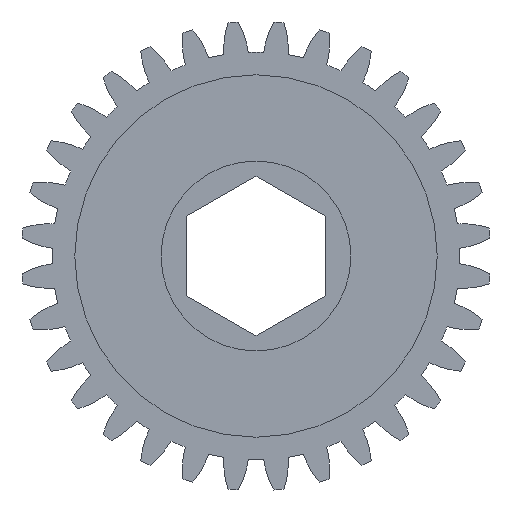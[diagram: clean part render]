
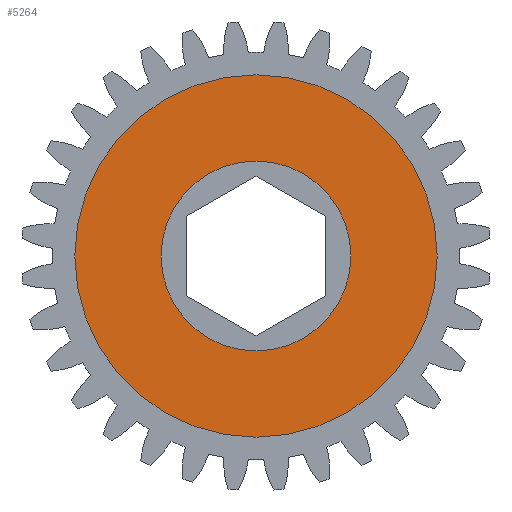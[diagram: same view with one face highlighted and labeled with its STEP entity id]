
A CAD part, left-side view. The second image highlights one B-rep face of the part: STEP entity #5264.
In plain terms, the highlighted planar face has unit normal (-1, 0, 0).
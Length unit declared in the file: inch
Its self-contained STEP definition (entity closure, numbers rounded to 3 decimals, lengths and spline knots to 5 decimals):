
#10 = ORIENTED_EDGE ( 'NONE', *, *, #2345, .T. ) ;
#245 = ORIENTED_EDGE ( 'NONE', *, *, #4774, .T. ) ;
#250 = DIRECTION ( 'NONE',  ( 0., 0., 1. ) ) ;
#416 = EDGE_LOOP ( 'NONE', ( #1604, #1251 ) ) ;
#1251 = ORIENTED_EDGE ( 'NONE', *, *, #3873, .F. ) ;
#1448 = CARTESIAN_POINT ( 'NONE',  ( 0.1375, 0., 0. ) ) ;
#1589 = DIRECTION ( 'NONE',  ( 0., 0., 1. ) ) ;
#1604 = ORIENTED_EDGE ( 'NONE', *, *, #3763, .F. ) ;
#1672 = CARTESIAN_POINT ( 'NONE',  ( 0.1375, 0., 0. ) ) ;
#1702 = DIRECTION ( 'NONE',  ( -1., 0., 0. ) ) ;
#1808 = DIRECTION ( 'NONE',  ( -1., 0., 0. ) ) ;
#1886 = AXIS2_PLACEMENT_3D ( 'NONE', #2173, #1702, #1589 ) ;
#2058 = AXIS2_PLACEMENT_3D ( 'NONE', #5022, #1808, #4980 ) ;
#2084 = CARTESIAN_POINT ( 'NONE',  ( 0.1375, 0., 0.34375 ) ) ;
#2154 = DIRECTION ( 'NONE',  ( 0., 0., 1. ) ) ;
#2173 = CARTESIAN_POINT ( 'NONE',  ( 0.1375, 0., 0. ) ) ;
#2264 = CARTESIAN_POINT ( 'NONE',  ( 0.1375, 0., -0.34375 ) ) ;
#2345 = EDGE_CURVE ( 'NONE', #2755, #2652, #4950, .T. ) ;
#2542 = AXIS2_PLACEMENT_3D ( 'NONE', #1448, #3081, #2154 ) ;
#2652 = VERTEX_POINT ( 'NONE', #4959 ) ;
#2755 = VERTEX_POINT ( 'NONE', #4940 ) ;
#2787 = DIRECTION ( 'NONE',  ( -1., 0., 0. ) ) ;
#2839 = VERTEX_POINT ( 'NONE', #2264 ) ;
#3081 = DIRECTION ( 'NONE',  ( -1., 0., 0. ) ) ;
#3264 = VERTEX_POINT ( 'NONE', #2084 ) ;
#3307 = CARTESIAN_POINT ( 'NONE',  ( 0.1375, 0., 0. ) ) ;
#3745 = FACE_OUTER_BOUND ( 'NONE', #3839, .T. ) ;
#3763 = EDGE_CURVE ( 'NONE', #2839, #3264, #4879, .T. ) ;
#3785 = FACE_BOUND ( 'NONE', #416, .T. ) ;
#3839 = EDGE_LOOP ( 'NONE', ( #245, #10 ) ) ;
#3873 = EDGE_CURVE ( 'NONE', #3264, #2839, #5196, .T. ) ;
#4546 = AXIS2_PLACEMENT_3D ( 'NONE', #1672, #2787, #250 ) ;
#4632 = DIRECTION ( 'NONE',  ( -1., 0., 0. ) ) ;
#4774 = EDGE_CURVE ( 'NONE', #2652, #2755, #5028, .T. ) ;
#4879 = CIRCLE ( 'NONE', #4546, 0.34375 ) ;
#4940 = CARTESIAN_POINT ( 'NONE',  ( 0.1375, 0., -0.65625 ) ) ;
#4950 = CIRCLE ( 'NONE', #2058, 0.65625 ) ;
#4951 = DIRECTION ( 'NONE',  ( 0., 0., 1. ) ) ;
#4959 = CARTESIAN_POINT ( 'NONE',  ( 0.1375, 0., 0.65625 ) ) ;
#4980 = DIRECTION ( 'NONE',  ( 0., 0., 1. ) ) ;
#4996 = PLANE ( 'NONE',  #2542 ) ;
#5022 = CARTESIAN_POINT ( 'NONE',  ( 0.1375, 0., 0. ) ) ;
#5028 = CIRCLE ( 'NONE', #5188, 0.65625 ) ;
#5188 = AXIS2_PLACEMENT_3D ( 'NONE', #3307, #4632, #4951 ) ;
#5196 = CIRCLE ( 'NONE', #1886, 0.34375 ) ;
#5264 = ADVANCED_FACE ( 'NONE', ( #3785, #3745 ), #4996, .T. ) ;
